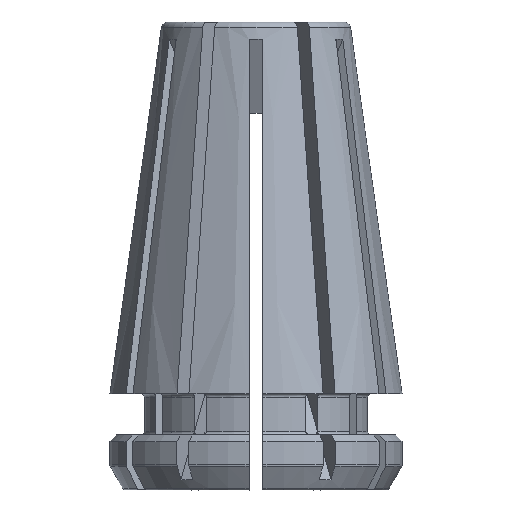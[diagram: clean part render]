
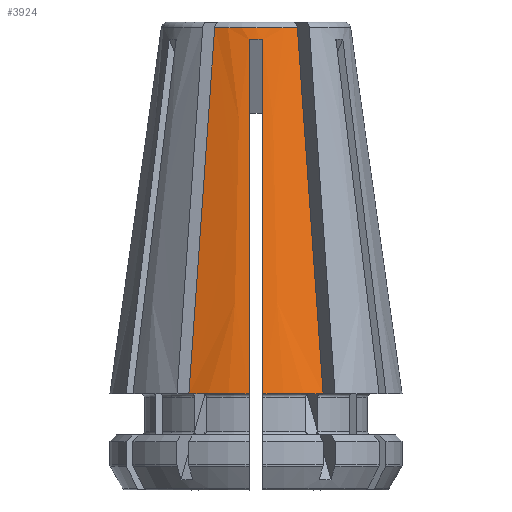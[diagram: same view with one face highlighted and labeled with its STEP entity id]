
A CAD part, left-side view. The second image highlights one B-rep face of the part: STEP entity #3924.
In plain terms, the highlighted conical face has half-angle 8 degrees and reference radius 4.25 mm.
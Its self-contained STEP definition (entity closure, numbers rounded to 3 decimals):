
#22=ELLIPSE('',#4223,8.918,3.763);
#51=B_SPLINE_CURVE_WITH_KNOTS('',3,(#6121,#6122,#6123,#6124,#6125,#6126,
#6127,#6128,#6129,#6130),.UNSPECIFIED.,.F.,.F.,(4,3,3,4),(0.012,
0.013,0.018,0.023),.UNSPECIFIED.);
#52=B_SPLINE_CURVE_WITH_KNOTS('',3,(#6135,#6136,#6137,#6138,#6139,#6140,
#6141,#6142,#6143,#6144),.UNSPECIFIED.,.F.,.F.,(4,3,3,4),(0.012,
0.013,0.018,0.023),.UNSPECIFIED.);
#53=B_SPLINE_CURVE_WITH_KNOTS('',3,(#6148,#6149,#6150,#6151,#6152,#6153,
#6154),.UNSPECIFIED.,.F.,.F.,(4,3,4),(0.,0.007,
0.011),.UNSPECIFIED.);
#54=B_SPLINE_CURVE_WITH_KNOTS('',3,(#6158,#6159,#6160,#6161,#6162,#6163,
#6164),.UNSPECIFIED.,.F.,.F.,(4,3,4),(0.,0.007,
0.011),.UNSPECIFIED.);
#328=CONICAL_SURFACE('',#4222,4.25,0.14);
#408=CIRCLE('',#4224,4.25);
#409=CIRCLE('',#4225,2.756);
#410=CIRCLE('',#4226,4.25);
#740=ORIENTED_EDGE('',*,*,#1983,.F.);
#741=ORIENTED_EDGE('',*,*,#1984,.T.);
#742=ORIENTED_EDGE('',*,*,#1985,.T.);
#743=ORIENTED_EDGE('',*,*,#1986,.T.);
#744=ORIENTED_EDGE('',*,*,#1987,.T.);
#745=ORIENTED_EDGE('',*,*,#1988,.F.);
#746=ORIENTED_EDGE('',*,*,#1989,.F.);
#747=ORIENTED_EDGE('',*,*,#1990,.T.);
#1983=EDGE_CURVE('',#2590,#2591,#51,.T.);
#1984=EDGE_CURVE('',#2590,#2592,#22,.T.);
#1985=EDGE_CURVE('',#2592,#2593,#52,.T.);
#1986=EDGE_CURVE('',#2593,#2594,#408,.T.);
#1987=EDGE_CURVE('',#2594,#2595,#53,.T.);
#1988=EDGE_CURVE('',#2596,#2595,#409,.T.);
#1989=EDGE_CURVE('',#2597,#2596,#54,.T.);
#1990=EDGE_CURVE('',#2597,#2591,#410,.T.);
#2590=VERTEX_POINT('',#6131);
#2591=VERTEX_POINT('',#6132);
#2592=VERTEX_POINT('',#6134);
#2593=VERTEX_POINT('',#6145);
#2594=VERTEX_POINT('',#6147);
#2595=VERTEX_POINT('',#6155);
#2596=VERTEX_POINT('',#6157);
#2597=VERTEX_POINT('',#6165);
#3439=EDGE_LOOP('',(#740,#741,#742,#743,#744,#745,#746,#747));
#3657=FACE_BOUND('',#3439,.T.);
#3924=ADVANCED_FACE('',(#3657),#328,.T.);
#4222=AXIS2_PLACEMENT_3D('',#6120,#4826,#4827);
#4223=AXIS2_PLACEMENT_3D('',#6133,#4828,#4829);
#4224=AXIS2_PLACEMENT_3D('',#6146,#4830,#4831);
#4225=AXIS2_PLACEMENT_3D('',#6156,#4832,#4833);
#4226=AXIS2_PLACEMENT_3D('',#6166,#4834,#4835);
#4826=DIRECTION('',(0.,0.,-1.));
#4827=DIRECTION('',(-1.,0.,0.));
#4828=DIRECTION('',(0.898,0.,0.44));
#4829=DIRECTION('',(0.44,0.,-0.898));
#4830=DIRECTION('',(0.,0.,1.));
#4831=DIRECTION('',(1.,0.,0.));
#4832=DIRECTION('',(0.,0.,1.));
#4833=DIRECTION('',(1.,0.,0.));
#4834=DIRECTION('',(0.,0.,1.));
#4835=DIRECTION('',(1.,0.,0.));
#6120=CARTESIAN_POINT('',(0.,0.,2.8));
#6121=CARTESIAN_POINT('',(-2.797,0.2,13.089));
#6122=CARTESIAN_POINT('',(-2.816,0.2,12.956));
#6123=CARTESIAN_POINT('',(-2.834,0.2,12.824));
#6124=CARTESIAN_POINT('',(-2.853,0.2,12.691));
#6125=CARTESIAN_POINT('',(-3.086,0.2,11.034));
#6126=CARTESIAN_POINT('',(-3.32,0.2,9.377));
#6127=CARTESIAN_POINT('',(-3.553,0.2,7.72));
#6128=CARTESIAN_POINT('',(-3.784,0.2,6.08));
#6129=CARTESIAN_POINT('',(-4.015,0.2,4.44));
#6130=CARTESIAN_POINT('',(-4.245,0.2,2.8));
#6131=CARTESIAN_POINT('',(-2.797,0.2,13.089));
#6132=CARTESIAN_POINT('',(-4.245,0.2,2.8));
#6133=CARTESIAN_POINT('',(1.125,0.,5.093));
#6134=CARTESIAN_POINT('',(-2.797,-0.2,13.089));
#6135=CARTESIAN_POINT('',(-2.797,-0.2,13.089));
#6136=CARTESIAN_POINT('',(-2.816,-0.2,12.956));
#6137=CARTESIAN_POINT('',(-2.834,-0.2,12.824));
#6138=CARTESIAN_POINT('',(-2.853,-0.2,12.691));
#6139=CARTESIAN_POINT('',(-3.086,-0.2,11.034));
#6140=CARTESIAN_POINT('',(-3.32,-0.2,9.377));
#6141=CARTESIAN_POINT('',(-3.553,-0.2,7.72));
#6142=CARTESIAN_POINT('',(-3.784,-0.2,6.08));
#6143=CARTESIAN_POINT('',(-4.015,-0.2,4.44));
#6144=CARTESIAN_POINT('',(-4.245,-0.2,2.8));
#6145=CARTESIAN_POINT('',(-4.245,-0.2,2.8));
#6146=CARTESIAN_POINT('',(0.,0.,2.8));
#6147=CARTESIAN_POINT('',(-3.777,-1.949,2.8));
#6148=CARTESIAN_POINT('',(-3.777,-1.949,2.8));
#6149=CARTESIAN_POINT('',(-3.476,-1.776,5.263));
#6150=CARTESIAN_POINT('',(-3.176,-1.603,7.726));
#6151=CARTESIAN_POINT('',(-2.876,-1.429,10.189));
#6152=CARTESIAN_POINT('',(-2.744,-1.353,11.268));
#6153=CARTESIAN_POINT('',(-2.613,-1.277,12.348));
#6154=CARTESIAN_POINT('',(-2.481,-1.201,13.428));
#6155=CARTESIAN_POINT('',(-2.481,-1.201,13.428));
#6156=CARTESIAN_POINT('',(0.,0.,13.428));
#6157=CARTESIAN_POINT('',(-2.481,1.201,13.428));
#6158=CARTESIAN_POINT('',(-3.777,1.949,2.8));
#6159=CARTESIAN_POINT('',(-3.476,1.776,5.263));
#6160=CARTESIAN_POINT('',(-3.176,1.603,7.726));
#6161=CARTESIAN_POINT('',(-2.876,1.429,10.189));
#6162=CARTESIAN_POINT('',(-2.744,1.353,11.268));
#6163=CARTESIAN_POINT('',(-2.613,1.277,12.348));
#6164=CARTESIAN_POINT('',(-2.481,1.201,13.428));
#6165=CARTESIAN_POINT('',(-3.777,1.949,2.8));
#6166=CARTESIAN_POINT('',(0.,0.,2.8));
